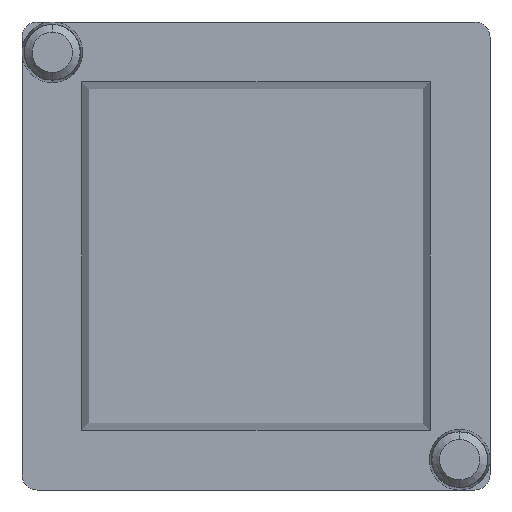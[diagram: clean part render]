
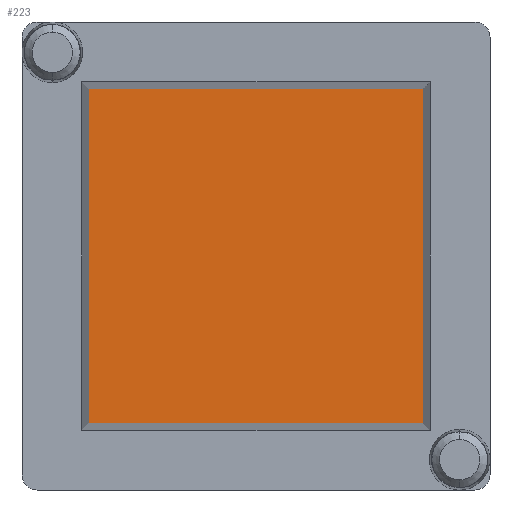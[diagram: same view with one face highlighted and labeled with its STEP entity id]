
A CAD part, front view. The second image highlights one B-rep face of the part: STEP entity #223.
In plain terms, the highlighted planar face has unit normal (0, -1, 0).
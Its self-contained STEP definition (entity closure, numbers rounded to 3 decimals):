
#41 = VERTEX_POINT ( 'NONE', #849 ) ;
#90 = AXIS2_PLACEMENT_3D ( 'NONE', #636, #757, #752 ) ;
#145 = VECTOR ( 'NONE', #829, 1000. ) ;
#184 = CARTESIAN_POINT ( 'NONE',  ( 1.677, 2.067, 0. ) ) ;
#185 = EDGE_CURVE ( 'NONE', #41, #674, #576, .T. ) ;
#223 = ADVANCED_FACE ( 'NONE', ( #872 ), #609, .T. ) ;
#224 = VECTOR ( 'NONE', #726, 1000. ) ;
#247 = ORIENTED_EDGE ( 'NONE', *, *, #928, .T. ) ;
#254 = VECTOR ( 'NONE', #438, 1000. ) ;
#264 = CARTESIAN_POINT ( 'NONE',  ( 1.677, 2.067, 1.677 ) ) ;
#318 = ORIENTED_EDGE ( 'NONE', *, *, #790, .T. ) ;
#390 = ORIENTED_EDGE ( 'NONE', *, *, #185, .T. ) ;
#431 = CARTESIAN_POINT ( 'NONE',  ( -1.677, 2.067, 0. ) ) ;
#438 = DIRECTION ( 'NONE',  ( 0., 0., -1. ) ) ;
#468 = CARTESIAN_POINT ( 'NONE',  ( -1.677, 2.067, 1.677 ) ) ;
#515 = EDGE_LOOP ( 'NONE', ( #318, #247, #390, #521 ) ) ;
#521 = ORIENTED_EDGE ( 'NONE', *, *, #1068, .T. ) ;
#537 = VERTEX_POINT ( 'NONE', #1062 ) ;
#576 = LINE ( 'NONE', #184, #854 ) ;
#609 = PLANE ( 'NONE',  #90 ) ;
#636 = CARTESIAN_POINT ( 'NONE',  ( 0., 2.067, 0. ) ) ;
#674 = VERTEX_POINT ( 'NONE', #264 ) ;
#684 = VERTEX_POINT ( 'NONE', #468 ) ;
#726 = DIRECTION ( 'NONE',  ( 1., 0., 0. ) ) ;
#733 = LINE ( 'NONE', #431, #254 ) ;
#734 = DIRECTION ( 'NONE',  ( 0., 0., 1. ) ) ;
#752 = DIRECTION ( 'NONE',  ( 0., 0., -1. ) ) ;
#757 = DIRECTION ( 'NONE',  ( 0., -1., 0. ) ) ;
#790 = EDGE_CURVE ( 'NONE', #684, #537, #733, .T. ) ;
#821 = CARTESIAN_POINT ( 'NONE',  ( 0., 2.067, 1.677 ) ) ;
#829 = DIRECTION ( 'NONE',  ( -1., 0., 0. ) ) ;
#843 = LINE ( 'NONE', #821, #145 ) ;
#849 = CARTESIAN_POINT ( 'NONE',  ( 1.677, 2.067, -1.677 ) ) ;
#854 = VECTOR ( 'NONE', #734, 1000. ) ;
#872 = FACE_OUTER_BOUND ( 'NONE', #515, .T. ) ;
#928 = EDGE_CURVE ( 'NONE', #537, #41, #1115, .T. ) ;
#931 = CARTESIAN_POINT ( 'NONE',  ( 0., 2.067, -1.677 ) ) ;
#1062 = CARTESIAN_POINT ( 'NONE',  ( -1.677, 2.067, -1.677 ) ) ;
#1068 = EDGE_CURVE ( 'NONE', #674, #684, #843, .T. ) ;
#1115 = LINE ( 'NONE', #931, #224 ) ;
